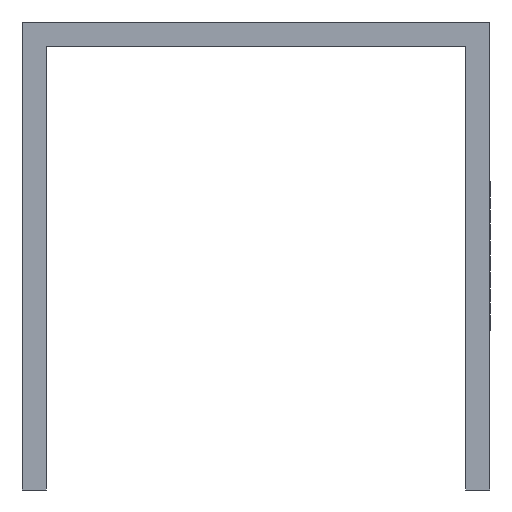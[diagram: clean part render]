
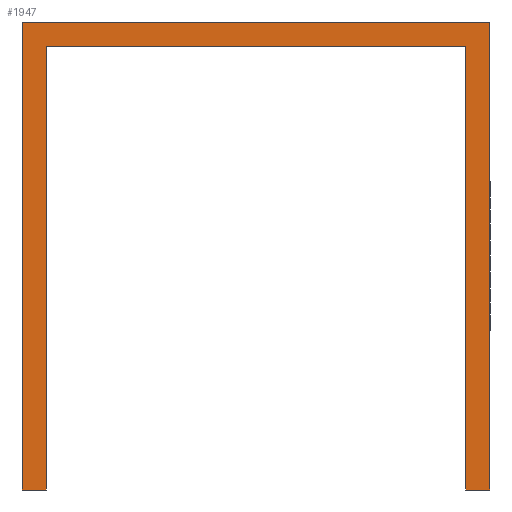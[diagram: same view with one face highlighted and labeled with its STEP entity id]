
A CAD part, front view. The second image highlights one B-rep face of the part: STEP entity #1947.
In plain terms, the highlighted planar face has unit normal (0, -1, 0).
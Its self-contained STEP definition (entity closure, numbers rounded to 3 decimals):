
#28 = DIRECTION ( 'NONE',  ( 0., 0., 1. ) ) ;
#167 = VERTEX_POINT ( 'NONE', #1479 ) ;
#170 = LINE ( 'NONE', #2013, #1918 ) ;
#340 = ORIENTED_EDGE ( 'NONE', *, *, #2683, .F. ) ;
#376 = VECTOR ( 'NONE', #6307, 1000. ) ;
#412 = CARTESIAN_POINT ( 'NONE',  ( -21.5, 0., -45.5 ) ) ;
#707 = PLANE ( 'NONE',  #1703 ) ;
#768 = VERTEX_POINT ( 'NONE', #4735 ) ;
#799 = VECTOR ( 'NONE', #4600, 1000. ) ;
#803 = DIRECTION ( 'NONE',  ( 0., -1., 0. ) ) ;
#846 = EDGE_CURVE ( 'NONE', #3437, #768, #2852, .T. ) ;
#986 = ORIENTED_EDGE ( 'NONE', *, *, #846, .F. ) ;
#1013 = LINE ( 'NONE', #7866, #799 ) ;
#1181 = VERTEX_POINT ( 'NONE', #1285 ) ;
#1285 = CARTESIAN_POINT ( 'NONE',  ( 21.5, 0., 0. ) ) ;
#1386 = EDGE_LOOP ( 'NONE', ( #340, #4172, #4279, #986, #5602, #1964, #2868, #6336 ) ) ;
#1479 = CARTESIAN_POINT ( 'NONE',  ( 21.5, 0., -45.5 ) ) ;
#1703 = AXIS2_PLACEMENT_3D ( 'NONE', #2030, #803, #5331 ) ;
#1780 = EDGE_CURVE ( 'NONE', #6445, #167, #6391, .T. ) ;
#1906 = EDGE_CURVE ( 'NONE', #1181, #6046, #1013, .T. ) ;
#1918 = VECTOR ( 'NONE', #28, 1000. ) ;
#1947 = ADVANCED_FACE ( 'NONE', ( #7902 ), #707, .T. ) ;
#1964 = ORIENTED_EDGE ( 'NONE', *, *, #4994, .F. ) ;
#2013 = CARTESIAN_POINT ( 'NONE',  ( -24., 0., -45.5 ) ) ;
#2030 = CARTESIAN_POINT ( 'NONE',  ( 0., 0., 0. ) ) ;
#2050 = DIRECTION ( 'NONE',  ( 0., 0., 1. ) ) ;
#2382 = VECTOR ( 'NONE', #2050, 1000. ) ;
#2397 = CARTESIAN_POINT ( 'NONE',  ( 24., 0., -45.5 ) ) ;
#2525 = VECTOR ( 'NONE', #7022, 1000. ) ;
#2673 = CARTESIAN_POINT ( 'NONE',  ( -24., 0., 2.5 ) ) ;
#2683 = EDGE_CURVE ( 'NONE', #167, #1181, #4508, .T. ) ;
#2852 = LINE ( 'NONE', #4394, #6600 ) ;
#2868 = ORIENTED_EDGE ( 'NONE', *, *, #4996, .F. ) ;
#3393 = VECTOR ( 'NONE', #7741, 1000. ) ;
#3437 = VERTEX_POINT ( 'NONE', #2673 ) ;
#3454 = CARTESIAN_POINT ( 'NONE',  ( 21.5, 0., 0. ) ) ;
#3776 = DIRECTION ( 'NONE',  ( 1., 0., 0. ) ) ;
#4047 = LINE ( 'NONE', #2397, #2525 ) ;
#4172 = ORIENTED_EDGE ( 'NONE', *, *, #1780, .F. ) ;
#4194 = LINE ( 'NONE', #5816, #3393 ) ;
#4279 = ORIENTED_EDGE ( 'NONE', *, *, #7064, .F. ) ;
#4394 = CARTESIAN_POINT ( 'NONE',  ( 24., 0., 2.5 ) ) ;
#4398 = LINE ( 'NONE', #5879, #5508 ) ;
#4508 = LINE ( 'NONE', #3454, #2382 ) ;
#4600 = DIRECTION ( 'NONE',  ( -1., 0., 0. ) ) ;
#4735 = CARTESIAN_POINT ( 'NONE',  ( 24., 0., 2.5 ) ) ;
#4994 = EDGE_CURVE ( 'NONE', #7165, #7290, #4398, .T. ) ;
#4996 = EDGE_CURVE ( 'NONE', #6046, #7165, #4194, .T. ) ;
#5331 = DIRECTION ( 'NONE',  ( 0., 0., -1. ) ) ;
#5508 = VECTOR ( 'NONE', #5791, 1000. ) ;
#5602 = ORIENTED_EDGE ( 'NONE', *, *, #5700, .F. ) ;
#5700 = EDGE_CURVE ( 'NONE', #7290, #3437, #170, .T. ) ;
#5791 = DIRECTION ( 'NONE',  ( -1., 0., 0. ) ) ;
#5816 = CARTESIAN_POINT ( 'NONE',  ( -21.5, 0., 0. ) ) ;
#5879 = CARTESIAN_POINT ( 'NONE',  ( -21.5, 0., -45.5 ) ) ;
#5885 = CARTESIAN_POINT ( 'NONE',  ( -24., 0., -45.5 ) ) ;
#6046 = VERTEX_POINT ( 'NONE', #7830 ) ;
#6307 = DIRECTION ( 'NONE',  ( -1., 0., 0. ) ) ;
#6336 = ORIENTED_EDGE ( 'NONE', *, *, #1906, .F. ) ;
#6391 = LINE ( 'NONE', #8239, #376 ) ;
#6445 = VERTEX_POINT ( 'NONE', #8051 ) ;
#6600 = VECTOR ( 'NONE', #3776, 1000. ) ;
#7022 = DIRECTION ( 'NONE',  ( 0., 0., -1. ) ) ;
#7064 = EDGE_CURVE ( 'NONE', #768, #6445, #4047, .T. ) ;
#7165 = VERTEX_POINT ( 'NONE', #412 ) ;
#7290 = VERTEX_POINT ( 'NONE', #5885 ) ;
#7741 = DIRECTION ( 'NONE',  ( 0., 0., -1. ) ) ;
#7830 = CARTESIAN_POINT ( 'NONE',  ( -21.5, 0., 0. ) ) ;
#7866 = CARTESIAN_POINT ( 'NONE',  ( -21.5, 0., 0. ) ) ;
#7902 = FACE_OUTER_BOUND ( 'NONE', #1386, .T. ) ;
#8051 = CARTESIAN_POINT ( 'NONE',  ( 24., 0., -45.5 ) ) ;
#8239 = CARTESIAN_POINT ( 'NONE',  ( 21.5, 0., -45.5 ) ) ;
